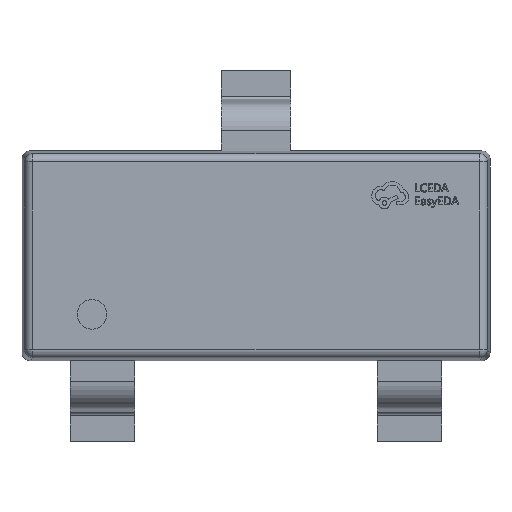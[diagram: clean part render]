
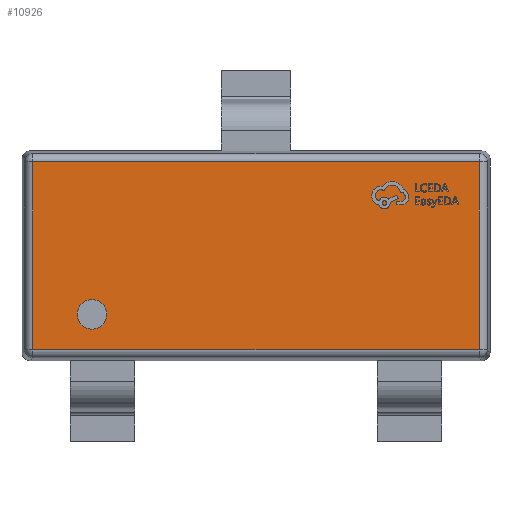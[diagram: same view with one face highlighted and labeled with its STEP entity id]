
A CAD part, top view. The second image highlights one B-rep face of the part: STEP entity #10926.
In plain terms, the highlighted planar face has unit normal (0, 0, 1).
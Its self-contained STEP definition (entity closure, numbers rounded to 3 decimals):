
#1040 = ORIENTED_EDGE ( 'NONE', *, *, #4792, .T. ) ;
#1447 = CIRCLE ( 'NONE', #13977, 0.092 ) ;
#1517 = ORIENTED_EDGE ( 'NONE', *, *, #9522, .F. ) ;
#1758 = VERTEX_POINT ( 'NONE', #14310 ) ;
#1807 = DIRECTION ( 'NONE',  ( 1., 0., 0. ) ) ;
#1812 = CARTESIAN_POINT ( 'NONE',  ( 1.429, -0.582, 0.3 ) ) ;
#3089 = EDGE_CURVE ( 'NONE', #11615, #6737, #1447, .T. ) ;
#3695 = CARTESIAN_POINT ( 'NONE',  ( -1.382, -0.582, 0.3 ) ) ;
#3993 = ORIENTED_EDGE ( 'NONE', *, *, #4341, .T. ) ;
#4264 = FACE_BOUND ( 'NONE', #14646, .T. ) ;
#4267 = VECTOR ( 'NONE', #14630, 1000. ) ;
#4341 = EDGE_CURVE ( 'NONE', #1758, #5772, #9081, .T. ) ;
#4449 = AXIS2_PLACEMENT_3D ( 'NONE', #15488, #7198, #1807 ) ;
#4528 = CARTESIAN_POINT ( 'NONE',  ( -1.382, 0.582, 0.3 ) ) ;
#4792 = EDGE_CURVE ( 'NONE', #13382, #1758, #16875, .T. ) ;
#5309 = VECTOR ( 'NONE', #16196, 1000. ) ;
#5772 = VERTEX_POINT ( 'NONE', #4528 ) ;
#5907 = PLANE ( 'NONE',  #4449 ) ;
#6329 = AXIS2_PLACEMENT_3D ( 'NONE', #7231, #9888, #11137 ) ;
#6409 = CARTESIAN_POINT ( 'NONE',  ( -0.925, -0.363, 0.3 ) ) ;
#6524 = LINE ( 'NONE', #12181, #8614 ) ;
#6737 = VERTEX_POINT ( 'NONE', #13280 ) ;
#7198 = DIRECTION ( 'NONE',  ( 0., 0., 1. ) ) ;
#7231 = CARTESIAN_POINT ( 'NONE',  ( -1.016, -0.363, 0.3 ) ) ;
#8461 = EDGE_CURVE ( 'NONE', #5772, #10033, #6524, .T. ) ;
#8563 = FACE_OUTER_BOUND ( 'NONE', #15911, .T. ) ;
#8614 = VECTOR ( 'NONE', #17656, 1000. ) ;
#9080 = ORIENTED_EDGE ( 'NONE', *, *, #8461, .T. ) ;
#9081 = LINE ( 'NONE', #13367, #4267 ) ;
#9522 = EDGE_CURVE ( 'NONE', #6737, #11615, #14176, .T. ) ;
#9871 = ORIENTED_EDGE ( 'NONE', *, *, #10001, .T. ) ;
#9888 = DIRECTION ( 'NONE',  ( 0., 0., 1. ) ) ;
#10001 = EDGE_CURVE ( 'NONE', #10033, #13382, #16952, .T. ) ;
#10033 = VERTEX_POINT ( 'NONE', #3695 ) ;
#10926 = ADVANCED_FACE ( 'NONE', ( #8563, #4264 ), #5907, .T. ) ;
#11137 = DIRECTION ( 'NONE',  ( 1., 0., 0. ) ) ;
#11398 = CARTESIAN_POINT ( 'NONE',  ( 1.382, 0.629, 0.3 ) ) ;
#11615 = VERTEX_POINT ( 'NONE', #6409 ) ;
#11635 = DIRECTION ( 'NONE',  ( 1., 0., 0. ) ) ;
#12181 = CARTESIAN_POINT ( 'NONE',  ( -1.382, -0.629, 0.3 ) ) ;
#12918 = CARTESIAN_POINT ( 'NONE',  ( -1.016, -0.363, 0.3 ) ) ;
#13280 = CARTESIAN_POINT ( 'NONE',  ( -1.108, -0.363, 0.3 ) ) ;
#13367 = CARTESIAN_POINT ( 'NONE',  ( -1.429, 0.582, 0.3 ) ) ;
#13382 = VERTEX_POINT ( 'NONE', #16485 ) ;
#13977 = AXIS2_PLACEMENT_3D ( 'NONE', #12918, #14199, #11635 ) ;
#14176 = CIRCLE ( 'NONE', #6329, 0.092 ) ;
#14199 = DIRECTION ( 'NONE',  ( 0., 0., 1. ) ) ;
#14310 = CARTESIAN_POINT ( 'NONE',  ( 1.382, 0.582, 0.3 ) ) ;
#14630 = DIRECTION ( 'NONE',  ( -1., 0., 0. ) ) ;
#14646 = EDGE_LOOP ( 'NONE', ( #15395, #1517 ) ) ;
#15395 = ORIENTED_EDGE ( 'NONE', *, *, #3089, .F. ) ;
#15488 = CARTESIAN_POINT ( 'NONE',  ( 0., 0., 0.3 ) ) ;
#15647 = VECTOR ( 'NONE', #17320, 1000. ) ;
#15911 = EDGE_LOOP ( 'NONE', ( #9871, #1040, #3993, #9080 ) ) ;
#16196 = DIRECTION ( 'NONE',  ( 1., 0., 0. ) ) ;
#16485 = CARTESIAN_POINT ( 'NONE',  ( 1.382, -0.582, 0.3 ) ) ;
#16875 = LINE ( 'NONE', #11398, #15647 ) ;
#16952 = LINE ( 'NONE', #1812, #5309 ) ;
#17320 = DIRECTION ( 'NONE',  ( 0., 1., 0. ) ) ;
#17656 = DIRECTION ( 'NONE',  ( 0., -1., 0. ) ) ;
